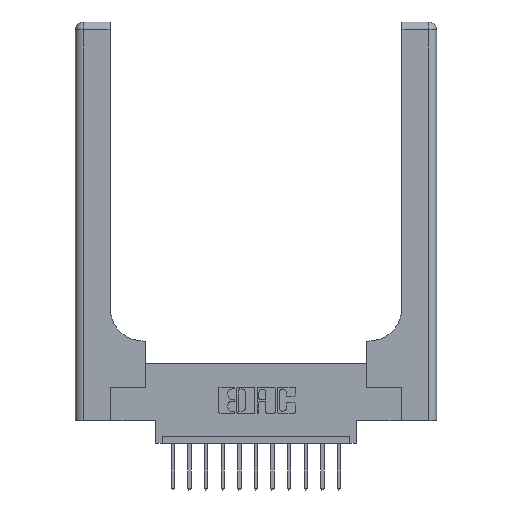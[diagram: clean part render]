
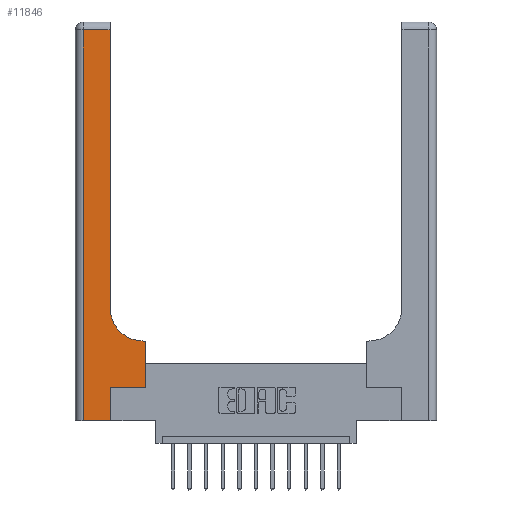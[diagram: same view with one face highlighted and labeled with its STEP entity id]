
A CAD part, top view. The second image highlights one B-rep face of the part: STEP entity #11846.
In plain terms, the highlighted planar face has unit normal (0, 0, 1).
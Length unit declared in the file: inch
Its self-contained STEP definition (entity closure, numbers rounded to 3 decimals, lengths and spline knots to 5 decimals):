
#64 = VECTOR ( 'NONE', #3470, 39.37008 ) ;
#196 = VECTOR ( 'NONE', #16161, 39.37008 ) ;
#807 = VERTEX_POINT ( 'NONE', #15411 ) ;
#894 = CARTESIAN_POINT ( 'NONE',  ( 0., 2.94, 0.37 ) ) ;
#1457 = CARTESIAN_POINT ( 'NONE',  ( 0.26, 3., 0.37 ) ) ;
#2620 = EDGE_CURVE ( 'NONE', #14741, #12489, #11890, .T. ) ;
#2743 = DIRECTION ( 'NONE',  ( -1., 0., 0. ) ) ;
#3199 = LINE ( 'NONE', #9573, #5711 ) ;
#3218 = ORIENTED_EDGE ( 'NONE', *, *, #13499, .T. ) ;
#3255 = CARTESIAN_POINT ( 'NONE',  ( 0.528, 0.6, 0.37 ) ) ;
#3470 = DIRECTION ( 'NONE',  ( 0., 1., 0. ) ) ;
#3520 = ORIENTED_EDGE ( 'NONE', *, *, #15447, .T. ) ;
#3559 = LINE ( 'NONE', #4504, #64 ) ;
#3857 = LINE ( 'NONE', #12010, #16776 ) ;
#3985 = ORIENTED_EDGE ( 'NONE', *, *, #10564, .T. ) ;
#4504 = CARTESIAN_POINT ( 'NONE',  ( 0.265, 0., 0.37 ) ) ;
#4532 = CARTESIAN_POINT ( 'NONE',  ( 0.06, 0., 0.37 ) ) ;
#4645 = ORIENTED_EDGE ( 'NONE', *, *, #11126, .T. ) ;
#5006 = ORIENTED_EDGE ( 'NONE', *, *, #2620, .T. ) ;
#5223 = CARTESIAN_POINT ( 'NONE',  ( 0.06, 2.94, 0.37 ) ) ;
#5641 = CARTESIAN_POINT ( 'NONE',  ( 0.528, 0.25, 0.37 ) ) ;
#5673 = CARTESIAN_POINT ( 'NONE',  ( 0., 0., 0.37 ) ) ;
#5687 = EDGE_CURVE ( 'NONE', #8991, #6049, #5838, .T. ) ;
#5711 = VECTOR ( 'NONE', #8621, 39.37008 ) ;
#5838 = LINE ( 'NONE', #5673, #196 ) ;
#5990 = LINE ( 'NONE', #894, #14788 ) ;
#6049 = VERTEX_POINT ( 'NONE', #16064 ) ;
#6505 = CARTESIAN_POINT ( 'NONE',  ( 0.265, 0.25, 0.37 ) ) ;
#6565 = CARTESIAN_POINT ( 'NONE',  ( 0., 3., 0.37 ) ) ;
#7320 = VERTEX_POINT ( 'NONE', #3255 ) ;
#7333 = DIRECTION ( 'NONE',  ( -1., 0., 0. ) ) ;
#7664 = DIRECTION ( 'NONE',  ( 1., 0., 0. ) ) ;
#7857 = CIRCLE ( 'NONE', #14103, 0.25 ) ;
#8011 = FACE_OUTER_BOUND ( 'NONE', #15060, .T. ) ;
#8176 = LINE ( 'NONE', #5641, #8961 ) ;
#8621 = DIRECTION ( 'NONE',  ( 0., -1., 0. ) ) ;
#8802 = EDGE_CURVE ( 'NONE', #7320, #807, #3857, .T. ) ;
#8961 = VECTOR ( 'NONE', #13372, 39.37008 ) ;
#8991 = VERTEX_POINT ( 'NONE', #4532 ) ;
#8993 = ORIENTED_EDGE ( 'NONE', *, *, #8802, .T. ) ;
#9022 = DIRECTION ( 'NONE',  ( -1., 0., 0. ) ) ;
#9328 = VERTEX_POINT ( 'NONE', #12557 ) ;
#9329 = VECTOR ( 'NONE', #10698, 39.37008 ) ;
#9573 = CARTESIAN_POINT ( 'NONE',  ( 0.06, 3., 0.37 ) ) ;
#10040 = AXIS2_PLACEMENT_3D ( 'NONE', #6565, #11926, #2743 ) ;
#10148 = ORIENTED_EDGE ( 'NONE', *, *, #5687, .T. ) ;
#10212 = DIRECTION ( 'NONE',  ( 1., 0., 0. ) ) ;
#10343 = CARTESIAN_POINT ( 'NONE',  ( 0.26, 2.94, 0.37 ) ) ;
#10564 = EDGE_CURVE ( 'NONE', #807, #14741, #7857, .T. ) ;
#10698 = DIRECTION ( 'NONE',  ( 0., 1., 0. ) ) ;
#10800 = CARTESIAN_POINT ( 'NONE',  ( 0.26, 0.85, 0.37 ) ) ;
#11126 = EDGE_CURVE ( 'NONE', #12958, #8991, #3199, .T. ) ;
#11329 = CARTESIAN_POINT ( 'NONE',  ( 0.265, 0.25, 0.37 ) ) ;
#11398 = ORIENTED_EDGE ( 'NONE', *, *, #15665, .T. ) ;
#11669 = LINE ( 'NONE', #11329, #12898 ) ;
#11839 = PLANE ( 'NONE',  #10040 ) ;
#11846 = ADVANCED_FACE ( 'NONE', ( #8011 ), #11839, .F. ) ;
#11890 = LINE ( 'NONE', #1457, #9329 ) ;
#11926 = DIRECTION ( 'NONE',  ( 0., 0., -1. ) ) ;
#11931 = EDGE_CURVE ( 'NONE', #9328, #7320, #8176, .T. ) ;
#12010 = CARTESIAN_POINT ( 'NONE',  ( 0.26, 0.6, 0.37 ) ) ;
#12489 = VERTEX_POINT ( 'NONE', #10343 ) ;
#12557 = CARTESIAN_POINT ( 'NONE',  ( 0.528, 0.25, 0.37 ) ) ;
#12898 = VECTOR ( 'NONE', #10212, 39.37008 ) ;
#12958 = VERTEX_POINT ( 'NONE', #5223 ) ;
#13372 = DIRECTION ( 'NONE',  ( 0., 1., 0. ) ) ;
#13499 = EDGE_CURVE ( 'NONE', #6049, #15305, #3559, .T. ) ;
#13789 = DIRECTION ( 'NONE',  ( 0., 0., -1. ) ) ;
#14103 = AXIS2_PLACEMENT_3D ( 'NONE', #16309, #13789, #7664 ) ;
#14741 = VERTEX_POINT ( 'NONE', #10800 ) ;
#14788 = VECTOR ( 'NONE', #7333, 39.37008 ) ;
#15060 = EDGE_LOOP ( 'NONE', ( #5006, #3520, #4645, #10148, #3218, #11398, #15344, #8993, #3985 ) ) ;
#15305 = VERTEX_POINT ( 'NONE', #6505 ) ;
#15344 = ORIENTED_EDGE ( 'NONE', *, *, #11931, .T. ) ;
#15411 = CARTESIAN_POINT ( 'NONE',  ( 0.51, 0.6, 0.37 ) ) ;
#15447 = EDGE_CURVE ( 'NONE', #12489, #12958, #5990, .T. ) ;
#15665 = EDGE_CURVE ( 'NONE', #15305, #9328, #11669, .T. ) ;
#16064 = CARTESIAN_POINT ( 'NONE',  ( 0.265, 0., 0.37 ) ) ;
#16161 = DIRECTION ( 'NONE',  ( 1., 0., 0. ) ) ;
#16309 = CARTESIAN_POINT ( 'NONE',  ( 0.51, 0.85, 0.37 ) ) ;
#16776 = VECTOR ( 'NONE', #9022, 39.37008 ) ;
